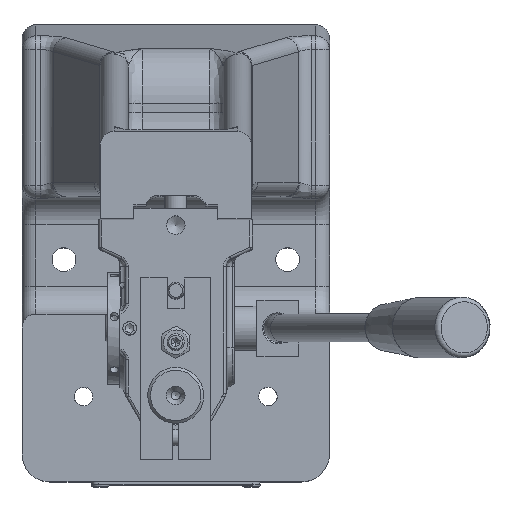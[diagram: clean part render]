
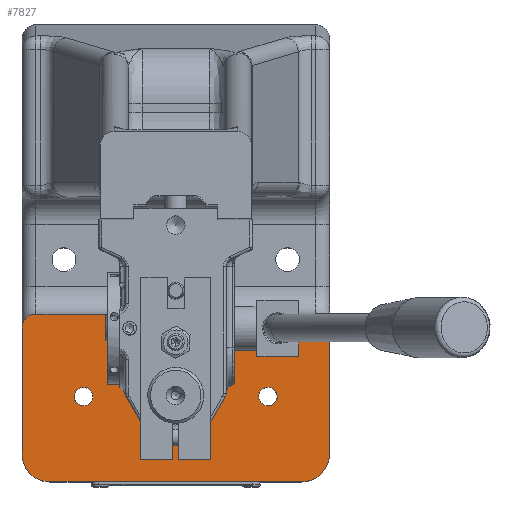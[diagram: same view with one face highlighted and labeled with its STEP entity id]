
A CAD part, top view. The second image highlights one B-rep face of the part: STEP entity #7827.
In plain terms, the highlighted planar face has unit normal (0, 0, 1).
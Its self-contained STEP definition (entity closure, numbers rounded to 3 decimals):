
#177=CARTESIAN_POINT('',(136.824,-88.0,48.));
#178=VERTEX_POINT('',#177);
#179=CARTESIAN_POINT('',(133.5,-88.0,48.));
#180=DIRECTION('',(0.0,0.0,-1.0));
#181=DIRECTION('',(1.0,0.0,0.0));
#182=AXIS2_PLACEMENT_3D('',#179,#180,#181);
#183=CIRCLE('',#182,3.324);
#184=EDGE_CURVE('',#178,#178,#183,.T.);
#259=CARTESIAN_POINT('',(136.824,-22.,48.));
#260=VERTEX_POINT('',#259);
#261=CARTESIAN_POINT('',(133.5,-22.,48.));
#262=DIRECTION('',(0.0,0.0,-1.0));
#263=DIRECTION('',(1.0,0.0,0.0));
#264=AXIS2_PLACEMENT_3D('',#261,#262,#263);
#265=CIRCLE('',#264,3.324);
#266=EDGE_CURVE('',#260,#260,#265,.T.);
#406=CARTESIAN_POINT('',(143.5,-55.0,48.));
#407=VERTEX_POINT('',#406);
#408=CARTESIAN_POINT('',(133.5,-55.0,48.));
#409=DIRECTION('',(0.0,0.0,-1.0));
#410=DIRECTION('',(1.0,0.0,0.0));
#411=AXIS2_PLACEMENT_3D('',#408,#409,#410);
#412=CIRCLE('',#411,10.0);
#413=EDGE_CURVE('',#407,#407,#412,.T.);
#2689=CARTESIAN_POINT('',(154.,0.0,48.0));
#2690=VERTEX_POINT('',#2689);
#2697=CARTESIAN_POINT('',(164.,-10.0,48.0));
#2698=VERTEX_POINT('',#2697);
#2699=CARTESIAN_POINT('',(154.,-10.0,48.));
#2700=DIRECTION('',(0.0,0.0,-1.));
#2701=DIRECTION('',(0.707,0.707,0.0));
#2702=AXIS2_PLACEMENT_3D('',#2699,#2700,#2701);
#2703=CIRCLE('',#2702,10.);
#2704=EDGE_CURVE('',#2690,#2698,#2703,.T.);
#2763=CARTESIAN_POINT('',(109.,0.0,48.0));
#2764=VERTEX_POINT('',#2763);
#2771=CARTESIAN_POINT('',(109.,0.0,48.0));
#2772=DIRECTION('',(1.0,0.0,0.0));
#2773=VECTOR('',#2772,45.0);
#2774=LINE('',#2771,#2773);
#2775=EDGE_CURVE('',#2764,#2690,#2774,.T.);
#5489=CARTESIAN_POINT('',(154.,-110.0,48.0));
#5490=VERTEX_POINT('',#5489);
#5497=CARTESIAN_POINT('',(109.,-110.0,48.0));
#5498=VERTEX_POINT('',#5497);
#5499=CARTESIAN_POINT('',(154.,-110.0,48.0));
#5500=DIRECTION('',(-1.0,0.0,0.0));
#5501=VECTOR('',#5500,45.0);
#5502=LINE('',#5499,#5501);
#5503=EDGE_CURVE('',#5490,#5498,#5502,.T.);
#6999=CARTESIAN_POINT('',(104.,-5.0,48.0));
#7000=VERTEX_POINT('',#6999);
#7001=CARTESIAN_POINT('',(109.,-5.0,48.));
#7002=DIRECTION('',(0.0,0.0,-1.0));
#7003=DIRECTION('',(-0.707,0.707,0.0));
#7004=AXIS2_PLACEMENT_3D('',#7001,#7002,#7003);
#7005=CIRCLE('',#7004,5.0);
#7006=EDGE_CURVE('',#7000,#2764,#7005,.T.);
#7502=CARTESIAN_POINT('',(104.,-105.0,48.0));
#7503=VERTEX_POINT('',#7502);
#7504=CARTESIAN_POINT('',(109.,-105.0,48.));
#7505=DIRECTION('',(0.0,0.0,-1.));
#7506=DIRECTION('',(-0.707,-0.707,0.0));
#7507=AXIS2_PLACEMENT_3D('',#7504,#7505,#7506);
#7508=CIRCLE('',#7507,5.);
#7509=EDGE_CURVE('',#5498,#7503,#7508,.T.);
#7781=CARTESIAN_POINT('',(104.,-105.0,48.0));
#7782=DIRECTION('',(0.0,1.0,0.0));
#7783=VECTOR('',#7782,100.0);
#7784=LINE('',#7781,#7783);
#7785=EDGE_CURVE('',#7503,#7000,#7784,.T.);
#7790=CARTESIAN_POINT('',(134.,-55.0,48.));
#7791=DIRECTION('',(0.0,0.0,1.0));
#7792=DIRECTION('',(1.0,0.0,0.0));
#7793=AXIS2_PLACEMENT_3D('',#7790,#7791,#7792);
#7794=PLANE('',#7793);
#7795=ORIENTED_EDGE('',*,*,#7006,.F.);
#7796=ORIENTED_EDGE('',*,*,#7785,.F.);
#7797=ORIENTED_EDGE('',*,*,#7509,.F.);
#7798=ORIENTED_EDGE('',*,*,#5503,.F.);
#7799=CARTESIAN_POINT('',(164.,-100.0,48.0));
#7800=VERTEX_POINT('',#7799);
#7801=CARTESIAN_POINT('',(154.,-100.0,48.));
#7802=DIRECTION('',(0.0,0.0,-1.));
#7803=DIRECTION('',(0.707,-0.707,0.0));
#7804=AXIS2_PLACEMENT_3D('',#7801,#7802,#7803);
#7805=CIRCLE('',#7804,10.);
#7806=EDGE_CURVE('',#7800,#5490,#7805,.T.);
#7807=ORIENTED_EDGE('',*,*,#7806,.F.);
#7808=CARTESIAN_POINT('',(164.,-10.0,48.0));
#7809=DIRECTION('',(0.0,-1.0,0.0));
#7810=VECTOR('',#7809,90.0);
#7811=LINE('',#7808,#7810);
#7812=EDGE_CURVE('',#2698,#7800,#7811,.T.);
#7813=ORIENTED_EDGE('',*,*,#7812,.F.);
#7814=ORIENTED_EDGE('',*,*,#2704,.F.);
#7815=ORIENTED_EDGE('',*,*,#2775,.F.);
#7816=EDGE_LOOP('',(#7795,#7796,#7797,#7798,#7807,#7813,#7814,#7815));
#7817=FACE_OUTER_BOUND('',#7816,.T.);
#7818=ORIENTED_EDGE('',*,*,#184,.T.);
#7819=EDGE_LOOP('',(#7818));
#7820=FACE_BOUND('',#7819,.T.);
#7821=ORIENTED_EDGE('',*,*,#266,.T.);
#7822=EDGE_LOOP('',(#7821));
#7823=FACE_BOUND('',#7822,.T.);
#7824=ORIENTED_EDGE('',*,*,#413,.T.);
#7825=EDGE_LOOP('',(#7824));
#7826=FACE_BOUND('',#7825,.T.);
#7827=ADVANCED_FACE('',(#7817,#7820,#7823,#7826),#7794,.T.);
